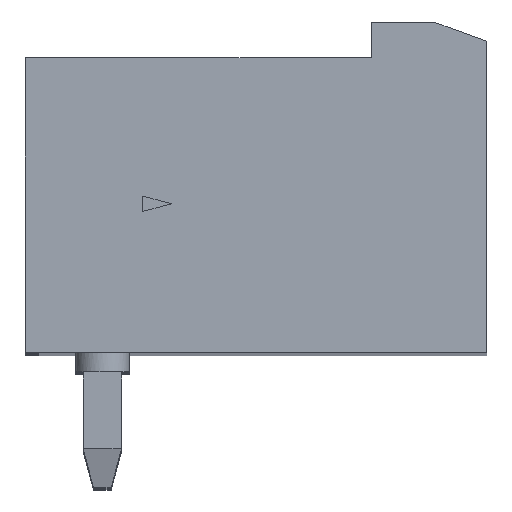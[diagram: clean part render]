
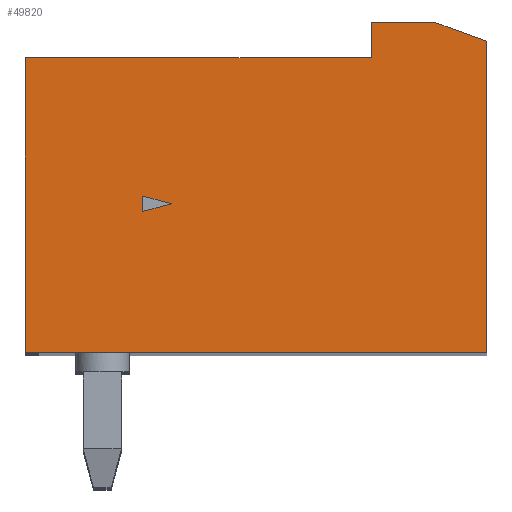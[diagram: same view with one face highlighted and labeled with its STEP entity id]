
A CAD part, top view. The second image highlights one B-rep face of the part: STEP entity #49820.
In plain terms, the highlighted planar face has unit normal (0, 0, 1).
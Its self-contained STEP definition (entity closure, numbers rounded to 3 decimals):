
#48930=CARTESIAN_POINT('',(46.923,38.338
   ,3.54));
#48940=DIRECTION('',(0.,0.,
   1.));
#48950=DIRECTION('',(1.,0.,
   0.));
#48960=AXIS2_PLACEMENT_3D('',#48930,#48940,#48950);
#48970=PLANE('',#48960);
#48980=CARTESIAN_POINT('',(0.,37.773
   ,3.54));
#48990=DIRECTION('',(-1.,0.,
   0.));
#49000=VECTOR('',#48990,1.);
#49010=LINE('',#48980,#49000);
#49020=CARTESIAN_POINT('',(48.627,37.773
   ,3.54));
#49030=VERTEX_POINT('',#49020);
#49040=CARTESIAN_POINT('',(36.627,37.773
   ,3.54));
#49050=VERTEX_POINT('',#49040);
#49060=EDGE_CURVE('',#49030,#49050,#49010,.T.);
#49070=ORIENTED_EDGE('',*,*,#49060,.F.);
#49080=CARTESIAN_POINT('',(36.627,0.
   ,3.54));
#49090=DIRECTION('',(0.,-1.,
   0.));
#49100=VECTOR('',#49090,1.);
#49110=LINE('',#49080,#49100);
#49120=CARTESIAN_POINT('',(36.627,45.443
   ,3.54));
#49130=VERTEX_POINT('',#49120);
#49140=EDGE_CURVE('',#49130,#49050,#49110,.T.);
#49150=ORIENTED_EDGE('',*,*,#49140,.T.);
#49160=CARTESIAN_POINT('',(0.,45.443
   ,3.54));
#49170=DIRECTION('',(1.,0.,
   0.));
#49180=VECTOR('',#49170,1.);
#49190=LINE('',#49160,#49180);
#49200=CARTESIAN_POINT('',(45.627,45.443
   ,3.54));
#49210=VERTEX_POINT('',#49200);
#49220=EDGE_CURVE('',#49130,#49210,#49190,.T.);
#49230=ORIENTED_EDGE('',*,*,#49220,.F.);
#49240=CARTESIAN_POINT('',(45.627,0.
   ,3.54));
#49250=DIRECTION('',(0.,1.,
   0.));
#49260=VECTOR('',#49250,1.);
#49270=LINE('',#49240,#49260);
#49280=CARTESIAN_POINT('',(45.627,46.373
   ,3.54));
#49290=VERTEX_POINT('',#49280);
#49300=EDGE_CURVE('',#49210,#49290,#49270,.T.);
#49310=ORIENTED_EDGE('',*,*,#49300,.F.);
#49320=CARTESIAN_POINT('',(0.,46.373
   ,3.54));
#49330=DIRECTION('',(1.,0.,
   0.));
#49340=VECTOR('',#49330,1.);
#49350=LINE('',#49320,#49340);
#49360=CARTESIAN_POINT('',(47.253,46.373
   ,3.54));
#49370=VERTEX_POINT('',#49360);
#49380=EDGE_CURVE('',#49290,#49370,#49350,.T.);
#49390=ORIENTED_EDGE('',*,*,#49380,.F.);
#49400=CARTESIAN_POINT('',(0.,63.571
   ,3.54));
#49410=DIRECTION('',(0.94,-0.342,
   0.));
#49420=VECTOR('',#49410,1.);
#49430=LINE('',#49400,#49420);
#49440=CARTESIAN_POINT('',(48.627,45.873
   ,3.54));
#49450=VERTEX_POINT('',#49440);
#49460=EDGE_CURVE('',#49370,#49450,#49430,.T.);
#49470=ORIENTED_EDGE('',*,*,#49460,.F.);
#49480=CARTESIAN_POINT('',(48.627,0.
   ,3.54));
#49490=DIRECTION('',(0.,-1.,
   0.));
#49500=VECTOR('',#49490,1.);
#49510=LINE('',#49480,#49500);
#49520=EDGE_CURVE('',#49450,#49030,#49510,.T.);
#49530=ORIENTED_EDGE('',*,*,#49520,.F.);
#49540=EDGE_LOOP('',(#49530,#49470,#49390,#49310,#49230,#49150,#49070));
#49550=FACE_OUTER_BOUND('',#49540,.T.);
#49560=CARTESIAN_POINT('',(39.677,0.
   ,3.54));
#49570=DIRECTION('',(0.,1.,
   0.));
#49580=VECTOR('',#49570,1.);
#49590=LINE('',#49560,#49580);
#49600=CARTESIAN_POINT('',(39.677,41.442
   ,3.54));
#49610=VERTEX_POINT('',#49600);
#49620=CARTESIAN_POINT('',(39.677,41.844
   ,3.54));
#49630=VERTEX_POINT('',#49620);
#49640=EDGE_CURVE('',#49610,#49630,#49590,.T.);
#49650=ORIENTED_EDGE('',*,*,#49640,.T.);
#49660=CARTESIAN_POINT('',(0.,30.81
   ,3.54));
#49670=DIRECTION('',(-0.966,-0.259,
   0.));
#49680=VECTOR('',#49670,1.);
#49690=LINE('',#49660,#49680);
#49700=CARTESIAN_POINT('',(40.427,41.643
   ,3.54));
#49710=VERTEX_POINT('',#49700);
#49720=EDGE_CURVE('',#49710,#49610,#49690,.T.);
#49730=ORIENTED_EDGE('',*,*,#49720,.T.);
#49740=CARTESIAN_POINT('',(0.,52.475
   ,3.54));
#49750=DIRECTION('',(0.966,-0.259,
   0.));
#49760=VECTOR('',#49750,1.);
#49770=LINE('',#49740,#49760);
#49780=EDGE_CURVE('',#49630,#49710,#49770,.T.);
#49790=ORIENTED_EDGE('',*,*,#49780,.T.);
#49800=EDGE_LOOP('',(#49790,#49730,#49650));
#49810=FACE_BOUND('',#49800,.T.);
#49820=ADVANCED_FACE('',(#49550,#49810),#48970,.T.);
